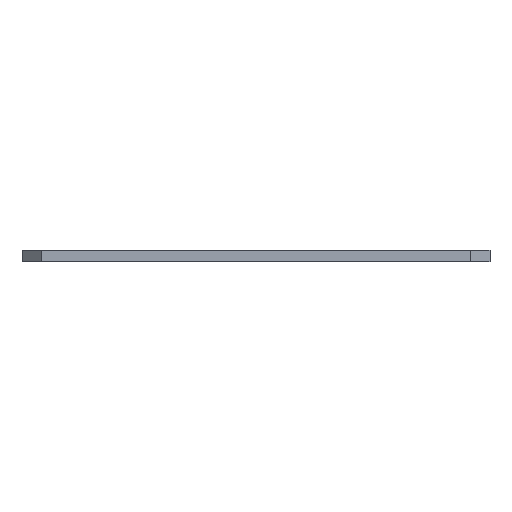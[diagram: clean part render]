
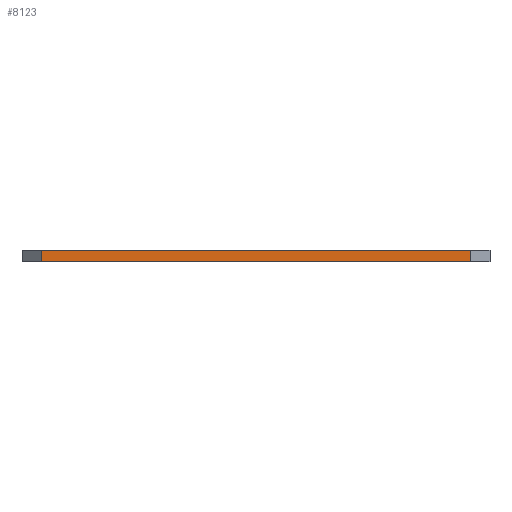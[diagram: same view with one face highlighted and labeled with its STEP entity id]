
A CAD part, left-side view. The second image highlights one B-rep face of the part: STEP entity #8123.
In plain terms, the highlighted planar face has unit normal (-1, 0, 0).
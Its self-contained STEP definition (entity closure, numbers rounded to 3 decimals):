
#44 = PLANE('',#45);
#45 = AXIS2_PLACEMENT_3D('',#46,#47,#48);
#46 = CARTESIAN_POINT('',(300.,60.,0.));
#47 = DIRECTION('',(0.,0.,1.));
#48 = DIRECTION('',(1.,0.,0.));
#72 = PLANE('',#73);
#73 = AXIS2_PLACEMENT_3D('',#74,#75,#76);
#74 = CARTESIAN_POINT('',(2.5,2.5,0.));
#75 = DIRECTION('',(-0.707,-0.707,0.));
#76 = DIRECTION('',(0.,0.,1.));
#100 = PLANE('',#101);
#101 = AXIS2_PLACEMENT_3D('',#102,#103,#104);
#102 = CARTESIAN_POINT('',(300.,60.,3.));
#103 = DIRECTION('',(0.,0.,1.));
#104 = DIRECTION('',(1.,0.,0.));
#250 = VERTEX_POINT('',#251);
#251 = CARTESIAN_POINT('',(0.,115.,0.));
#265 = PLANE('',#266);
#266 = AXIS2_PLACEMENT_3D('',#267,#268,#269);
#267 = CARTESIAN_POINT('',(2.5,117.5,0.));
#268 = DIRECTION('',(-0.707,0.707,0.));
#269 = DIRECTION('',(-0.,-0.,-1.));
#277 = EDGE_CURVE('',#250,#278,#280,.T.);
#278 = VERTEX_POINT('',#279);
#279 = CARTESIAN_POINT('',(0.,5.,0.));
#280 = SURFACE_CURVE('',#281,(#285,#292),.PCURVE_S1.);
#281 = LINE('',#282,#283);
#282 = CARTESIAN_POINT('',(0.,120.,0.));
#283 = VECTOR('',#284,1.);
#284 = DIRECTION('',(0.,-1.,0.));
#285 = PCURVE('',#44,#286);
#286 = DEFINITIONAL_REPRESENTATION('',(#287),#291);
#287 = LINE('',#288,#289);
#288 = CARTESIAN_POINT('',(-300.,60.));
#289 = VECTOR('',#290,1.);
#290 = DIRECTION('',(0.,-1.));
#291 = ( GEOMETRIC_REPRESENTATION_CONTEXT(2) 
PARAMETRIC_REPRESENTATION_CONTEXT() REPRESENTATION_CONTEXT('2D SPACE',''
  ) );
#292 = PCURVE('',#293,#298);
#293 = PLANE('',#294);
#294 = AXIS2_PLACEMENT_3D('',#295,#296,#297);
#295 = CARTESIAN_POINT('',(0.,120.,0.));
#296 = DIRECTION('',(1.,0.,0.));
#297 = DIRECTION('',(0.,-1.,0.));
#298 = DEFINITIONAL_REPRESENTATION('',(#299),#303);
#299 = LINE('',#300,#301);
#300 = CARTESIAN_POINT('',(0.,0.));
#301 = VECTOR('',#302,1.);
#302 = DIRECTION('',(1.,0.));
#303 = ( GEOMETRIC_REPRESENTATION_CONTEXT(2) 
PARAMETRIC_REPRESENTATION_CONTEXT() REPRESENTATION_CONTEXT('2D SPACE',''
  ) );
#4455 = VERTEX_POINT('',#4456);
#4456 = CARTESIAN_POINT('',(0.,5.,3.));
#4477 = EDGE_CURVE('',#278,#4455,#4478,.T.);
#4478 = SURFACE_CURVE('',#4479,(#4483,#4490),.PCURVE_S1.);
#4479 = LINE('',#4480,#4481);
#4480 = CARTESIAN_POINT('',(0.,5.,0.));
#4481 = VECTOR('',#4482,1.);
#4482 = DIRECTION('',(0.,0.,1.));
#4483 = PCURVE('',#72,#4484);
#4484 = DEFINITIONAL_REPRESENTATION('',(#4485),#4489);
#4485 = LINE('',#4486,#4487);
#4486 = CARTESIAN_POINT('',(0.,3.536));
#4487 = VECTOR('',#4488,1.);
#4488 = DIRECTION('',(1.,0.));
#4489 = ( GEOMETRIC_REPRESENTATION_CONTEXT(2) 
PARAMETRIC_REPRESENTATION_CONTEXT() REPRESENTATION_CONTEXT('2D SPACE',''
  ) );
#4490 = PCURVE('',#293,#4491);
#4491 = DEFINITIONAL_REPRESENTATION('',(#4492),#4496);
#4492 = LINE('',#4493,#4494);
#4493 = CARTESIAN_POINT('',(115.,0.));
#4494 = VECTOR('',#4495,1.);
#4495 = DIRECTION('',(0.,-1.));
#4496 = ( GEOMETRIC_REPRESENTATION_CONTEXT(2) 
PARAMETRIC_REPRESENTATION_CONTEXT() REPRESENTATION_CONTEXT('2D SPACE',''
  ) );
#4622 = VERTEX_POINT('',#4623);
#4623 = CARTESIAN_POINT('',(0.,115.,3.));
#4644 = EDGE_CURVE('',#4622,#4455,#4645,.T.);
#4645 = SURFACE_CURVE('',#4646,(#4650,#4657),.PCURVE_S1.);
#4646 = LINE('',#4647,#4648);
#4647 = CARTESIAN_POINT('',(0.,120.,3.));
#4648 = VECTOR('',#4649,1.);
#4649 = DIRECTION('',(0.,-1.,0.));
#4650 = PCURVE('',#100,#4651);
#4651 = DEFINITIONAL_REPRESENTATION('',(#4652),#4656);
#4652 = LINE('',#4653,#4654);
#4653 = CARTESIAN_POINT('',(-300.,60.));
#4654 = VECTOR('',#4655,1.);
#4655 = DIRECTION('',(0.,-1.));
#4656 = ( GEOMETRIC_REPRESENTATION_CONTEXT(2) 
PARAMETRIC_REPRESENTATION_CONTEXT() REPRESENTATION_CONTEXT('2D SPACE',''
  ) );
#4657 = PCURVE('',#293,#4658);
#4658 = DEFINITIONAL_REPRESENTATION('',(#4659),#4663);
#4659 = LINE('',#4660,#4661);
#4660 = CARTESIAN_POINT('',(0.,-3.));
#4661 = VECTOR('',#4662,1.);
#4662 = DIRECTION('',(1.,0.));
#4663 = ( GEOMETRIC_REPRESENTATION_CONTEXT(2) 
PARAMETRIC_REPRESENTATION_CONTEXT() REPRESENTATION_CONTEXT('2D SPACE',''
  ) );
#8123 = ADVANCED_FACE('',(#8124),#293,.F.);
#8124 = FACE_BOUND('',#8125,.F.);
#8125 = EDGE_LOOP('',(#8126,#8127,#8148,#8149));
#8126 = ORIENTED_EDGE('',*,*,#277,.F.);
#8127 = ORIENTED_EDGE('',*,*,#8128,.T.);
#8128 = EDGE_CURVE('',#250,#4622,#8129,.T.);
#8129 = SURFACE_CURVE('',#8130,(#8134,#8141),.PCURVE_S1.);
#8130 = LINE('',#8131,#8132);
#8131 = CARTESIAN_POINT('',(0.,115.,0.));
#8132 = VECTOR('',#8133,1.);
#8133 = DIRECTION('',(0.,0.,1.));
#8134 = PCURVE('',#293,#8135);
#8135 = DEFINITIONAL_REPRESENTATION('',(#8136),#8140);
#8136 = LINE('',#8137,#8138);
#8137 = CARTESIAN_POINT('',(5.,0.));
#8138 = VECTOR('',#8139,1.);
#8139 = DIRECTION('',(0.,-1.));
#8140 = ( GEOMETRIC_REPRESENTATION_CONTEXT(2) 
PARAMETRIC_REPRESENTATION_CONTEXT() REPRESENTATION_CONTEXT('2D SPACE',''
  ) );
#8141 = PCURVE('',#265,#8142);
#8142 = DEFINITIONAL_REPRESENTATION('',(#8143),#8147);
#8143 = LINE('',#8144,#8145);
#8144 = CARTESIAN_POINT('',(-0.,3.536));
#8145 = VECTOR('',#8146,1.);
#8146 = DIRECTION('',(-1.,0.));
#8147 = ( GEOMETRIC_REPRESENTATION_CONTEXT(2) 
PARAMETRIC_REPRESENTATION_CONTEXT() REPRESENTATION_CONTEXT('2D SPACE',''
  ) );
#8148 = ORIENTED_EDGE('',*,*,#4644,.T.);
#8149 = ORIENTED_EDGE('',*,*,#4477,.F.);
